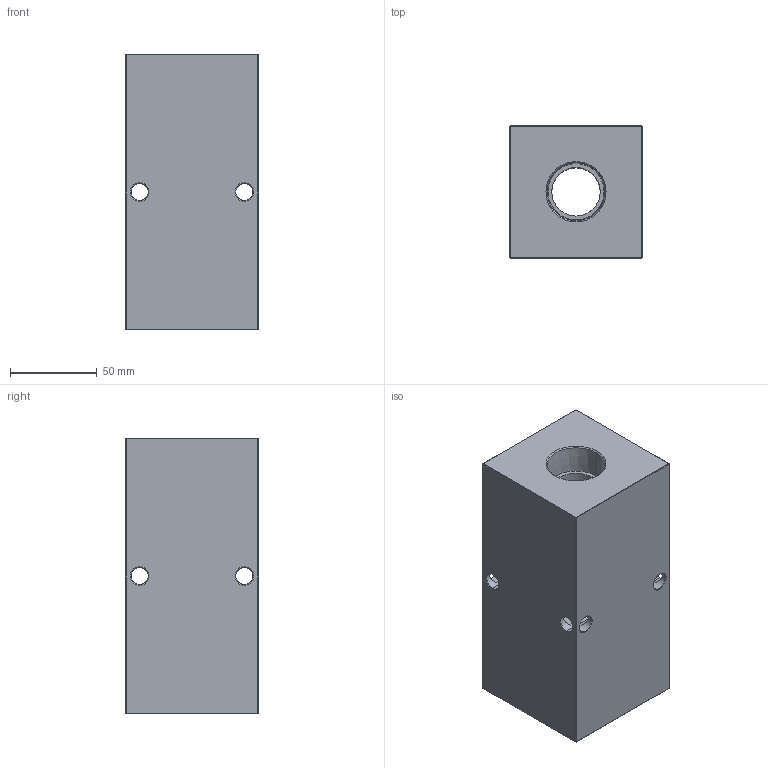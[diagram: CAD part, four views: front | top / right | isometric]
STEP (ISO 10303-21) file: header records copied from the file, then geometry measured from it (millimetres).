
FILE_DESCRIPTION (( 'STEP AP214' ), '1' );
FILE_NAME ('HM-2-0-P-16-12.STEP', '2019-07-13T13:58:35', ( '' ), ( '' ), 'SwSTEP 2.0', 'SolidWorks 2018', '' );
FILE_SCHEMA (( 'AUTOMOTIVE_DESIGN' ));
Length unit declared in the file: inch
Products named in the file (1): HM-2-0-P-16-12
Bounding box: 76.2 x 76.2 x 158.75 mm (x, y, z)
Volume: 770732.8 mm3; surface area: 82573.4 mm2
Topology: 1 solids, 1 shells, 487 faces, 1270 edges, 824 vertices
Faces by surface type: plane 249, bspline 180, cylinder 30, cone 28
Entity records: 29803 total; most frequent: CARTESIAN_POINT 13010, ORIENTED_EDGE 2540, DIRECTION 1554, EDGE_CURVE 1270, VERTEX_POINT 824, LINE 810, VECTOR 810, EDGE_LOOP 548
